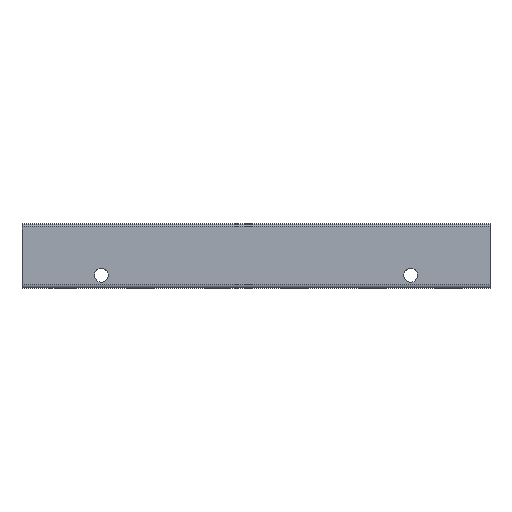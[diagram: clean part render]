
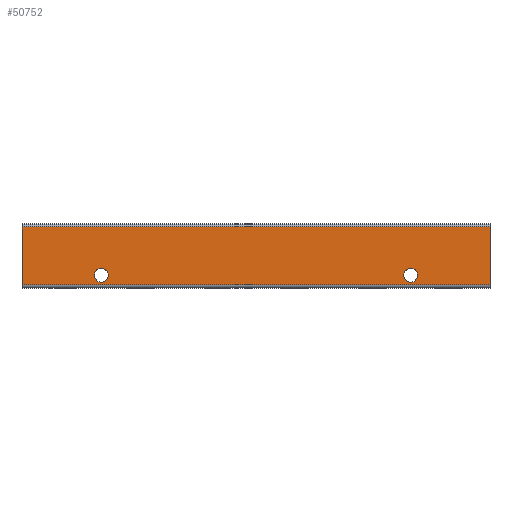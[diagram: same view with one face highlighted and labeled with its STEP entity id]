
A CAD part, top view. The second image highlights one B-rep face of the part: STEP entity #50752.
In plain terms, the highlighted planar face has unit normal (0, 0, 1).
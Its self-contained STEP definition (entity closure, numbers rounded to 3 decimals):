
#143=CARTESIAN_POINT('',(153.75,-9.0,10.0));
#144=VERTEX_POINT('',#143);
#160=CARTESIAN_POINT('',(147.25,-9.0,10.0));
#161=VERTEX_POINT('',#160);
#168=CARTESIAN_POINT('',(150.5,-9.0,10.0));
#169=DIRECTION('',(0.0,0.0,-1.0));
#170=DIRECTION('',(1.0,0.0,0.0));
#171=AXIS2_PLACEMENT_3D('',#168,#169,#170);
#172=CIRCLE('',#171,3.25);
#173=EDGE_CURVE('',#144,#161,#172,.T.);
#185=CARTESIAN_POINT('',(9.75,-9.0,10.0));
#186=VERTEX_POINT('',#185);
#202=CARTESIAN_POINT('',(3.25,-9.0,10.0));
#203=VERTEX_POINT('',#202);
#210=CARTESIAN_POINT('',(6.5,-9.0,10.0));
#211=DIRECTION('',(0.0,0.0,-1.0));
#212=DIRECTION('',(1.0,0.0,0.0));
#213=AXIS2_PLACEMENT_3D('',#210,#211,#212);
#214=CIRCLE('',#213,3.25);
#215=EDGE_CURVE('',#186,#203,#214,.T.);
#235=CARTESIAN_POINT('',(187.5,-13.5,10.0));
#236=VERTEX_POINT('',#235);
#244=CARTESIAN_POINT('',(-30.5,-13.5,10.0));
#245=VERTEX_POINT('',#244);
#246=CARTESIAN_POINT('',(187.5,-13.5,10.0));
#247=DIRECTION('',(-1.0,0.0,0.0));
#248=VECTOR('',#247,218.);
#249=LINE('',#246,#248);
#250=EDGE_CURVE('',#236,#245,#249,.T.);
#361=CARTESIAN_POINT('',(-30.5,13.5,10.0));
#362=VERTEX_POINT('',#361);
#370=CARTESIAN_POINT('',(187.5,13.5,10.0));
#371=VERTEX_POINT('',#370);
#372=CARTESIAN_POINT('',(-30.5,13.5,10.0));
#373=DIRECTION('',(1.0,0.0,0.0));
#374=VECTOR('',#373,218.);
#375=LINE('',#372,#374);
#376=EDGE_CURVE('',#362,#371,#375,.T.);
#50486=CARTESIAN_POINT('',(187.5,13.5,10.0));
#50487=DIRECTION('',(0.0,-1.0,0.0));
#50488=VECTOR('',#50487,27.0);
#50489=LINE('',#50486,#50488);
#50490=EDGE_CURVE('',#371,#236,#50489,.T.);
#50716=CARTESIAN_POINT('',(0.,0.,10.0));
#50717=DIRECTION('',(0.0,0.0,1.0));
#50718=DIRECTION('',(1.0,0.0,0.0));
#50719=AXIS2_PLACEMENT_3D('',#50716,#50717,#50718);
#50720=PLANE('',#50719);
#50721=ORIENTED_EDGE('',*,*,#376,.F.);
#50722=CARTESIAN_POINT('',(-30.5,-13.5,10.0));
#50723=DIRECTION('',(0.0,1.0,0.0));
#50724=VECTOR('',#50723,27.);
#50725=LINE('',#50722,#50724);
#50726=EDGE_CURVE('',#245,#362,#50725,.T.);
#50727=ORIENTED_EDGE('',*,*,#50726,.F.);
#50728=ORIENTED_EDGE('',*,*,#250,.F.);
#50729=ORIENTED_EDGE('',*,*,#50490,.F.);
#50730=EDGE_LOOP('',(#50721,#50727,#50728,#50729));
#50731=FACE_OUTER_BOUND('',#50730,.T.);
#50732=ORIENTED_EDGE('',*,*,#173,.T.);
#50733=CARTESIAN_POINT('',(150.5,-9.0,10.0));
#50734=DIRECTION('',(0.0,0.0,-1.0));
#50735=DIRECTION('',(1.0,0.0,0.0));
#50736=AXIS2_PLACEMENT_3D('',#50733,#50734,#50735);
#50737=CIRCLE('',#50736,3.25);
#50738=EDGE_CURVE('',#161,#144,#50737,.T.);
#50739=ORIENTED_EDGE('',*,*,#50738,.T.);
#50740=EDGE_LOOP('',(#50732,#50739));
#50741=FACE_BOUND('',#50740,.T.);
#50742=ORIENTED_EDGE('',*,*,#215,.T.);
#50743=CARTESIAN_POINT('',(6.5,-9.0,10.0));
#50744=DIRECTION('',(0.0,0.0,-1.0));
#50745=DIRECTION('',(1.0,0.0,0.0));
#50746=AXIS2_PLACEMENT_3D('',#50743,#50744,#50745);
#50747=CIRCLE('',#50746,3.25);
#50748=EDGE_CURVE('',#203,#186,#50747,.T.);
#50749=ORIENTED_EDGE('',*,*,#50748,.T.);
#50750=EDGE_LOOP('',(#50742,#50749));
#50751=FACE_BOUND('',#50750,.T.);
#50752=ADVANCED_FACE('',(#50731,#50741,#50751),#50720,.T.);
